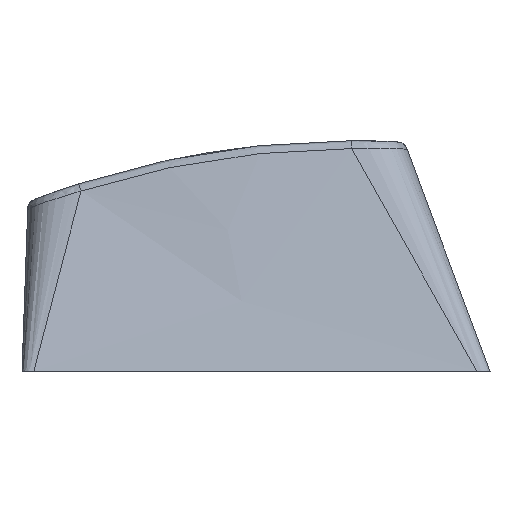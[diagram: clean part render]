
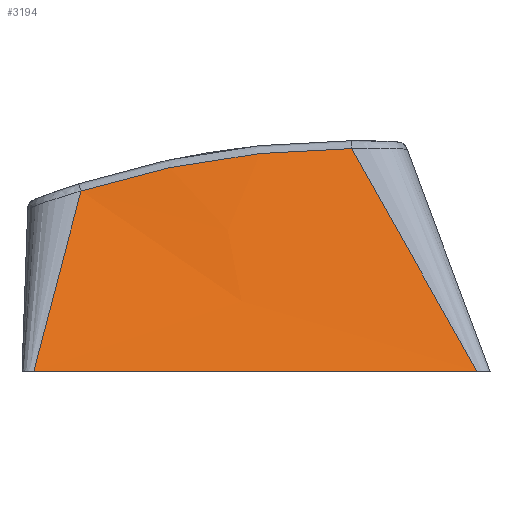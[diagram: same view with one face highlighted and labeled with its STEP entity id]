
A CAD part, left-side view. The second image highlights one B-rep face of the part: STEP entity #3194.
In plain terms, the highlighted free-form (B-spline) face has degree [3, 2] with [4, 3] control points.
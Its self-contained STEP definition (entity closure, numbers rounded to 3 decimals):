
#14=(
BOUNDED_SURFACE()
B_SPLINE_SURFACE(3,2,((#5153,#5154,#5155),(#5156,#5157,#5158),(#5159,#5160,
#5161),(#5162,#5163,#5164)),.UNSPECIFIED.,.F.,.F.,.F.)
B_SPLINE_SURFACE_WITH_KNOTS((4,4),(3,3),(0.,9.938),(-18.1,0.),
 .UNSPECIFIED.)
GEOMETRIC_REPRESENTATION_ITEM()
RATIONAL_B_SPLINE_SURFACE(((1.,0.977,1.),(1.,0.985,1.),(1.,
0.992,1.),(1.,1.,1.)))
REPRESENTATION_ITEM('')
SURFACE()
);
#128=B_SPLINE_CURVE_WITH_KNOTS('',3,(#5166,#5167,#5168,#5169,#5170,#5171,
#5172),.UNSPECIFIED.,.F.,.F.,(4,3,4),(0.019,0.24,8.103),
 .UNSPECIFIED.);
#129=B_SPLINE_CURVE_WITH_KNOTS('',3,(#5174,#5175,#5176,#5177),
 .UNSPECIFIED.,.F.,.F.,(4,4),(-0.442,10.007),
 .UNSPECIFIED.);
#130=B_SPLINE_CURVE_WITH_KNOTS('',3,(#5178,#5179,#5180,#5181,#5182,#5183,
#5184,#5185,#5186,#5187,#5188,#5189,#5190,#5191,#5192,#5193,#5194,#5195),
 .UNSPECIFIED.,.F.,.F.,(4,2,2,2,2,2,2,2,4),(-0.184,1.101,
2.353,3.654,4.955,6.396,7.848,
9.319,10.402),.UNSPECIFIED.);
#233=FACE_OUTER_BOUND('',#421,.T.);
#421=EDGE_LOOP('',(#2319,#2320,#2321,#2322));
#728=LINE('',#4762,#1067);
#1067=VECTOR('',#3820,10.);
#1402=VERTEX_POINT('',#4748);
#1403=VERTEX_POINT('',#4761);
#1431=VERTEX_POINT('',#5165);
#1432=VERTEX_POINT('',#5173);
#1740=EDGE_CURVE('',#1402,#1403,#728,.F.);
#1774=EDGE_CURVE('',#1431,#1403,#128,.F.);
#1775=EDGE_CURVE('',#1402,#1432,#129,.F.);
#1776=EDGE_CURVE('',#1432,#1431,#130,.F.);
#2319=ORIENTED_EDGE('',*,*,#1774,.T.);
#2320=ORIENTED_EDGE('',*,*,#1740,.F.);
#2321=ORIENTED_EDGE('',*,*,#1775,.T.);
#2322=ORIENTED_EDGE('',*,*,#1776,.T.);
#3194=ADVANCED_FACE('',(#233),#14,.T.);
#3820=DIRECTION('',(0.,-1.,0.));
#4748=CARTESIAN_POINT('',(-182.3,-36.979,0.));
#4761=CARTESIAN_POINT('',(-182.3,-19.837,0.));
#4762=CARTESIAN_POINT('',(-182.3,-19.837,0.));
#5153=CARTESIAN_POINT('Ctrl Pts',(-179.275,-19.612,6.551));
#5154=CARTESIAN_POINT('Ctrl Pts',(-179.275,-26.641,9.295));
#5155=CARTESIAN_POINT('Ctrl Pts',(-179.275,-34.174,8.861));
#5156=CARTESIAN_POINT('Ctrl Pts',(-180.284,-19.536,4.368));
#5157=CARTESIAN_POINT('Ctrl Pts',(-180.299,-27.248,6.148));
#5158=CARTESIAN_POINT('Ctrl Pts',(-180.284,-35.277,5.907));
#5159=CARTESIAN_POINT('Ctrl Pts',(-181.292,-19.46,2.184));
#5160=CARTESIAN_POINT('Ctrl Pts',(-181.308,-27.845,3.05));
#5161=CARTESIAN_POINT('Ctrl Pts',(-181.292,-36.38,2.954));
#5162=CARTESIAN_POINT('Ctrl Pts',(-182.3,-19.383,0.));
#5163=CARTESIAN_POINT('Ctrl Pts',(-182.3,-28.433,0.));
#5164=CARTESIAN_POINT('Ctrl Pts',(-182.3,-37.483,0.));
#5165=CARTESIAN_POINT('',(-179.399,-21.667,6.976));
#5166=CARTESIAN_POINT('Ctrl Pts',(-182.3,-19.837,0.));
#5167=CARTESIAN_POINT('Ctrl Pts',(-182.271,-19.854,0.064));
#5168=CARTESIAN_POINT('Ctrl Pts',(-182.243,-19.871,0.127));
#5169=CARTESIAN_POINT('Ctrl Pts',(-182.214,-19.888,0.191));
#5170=CARTESIAN_POINT('Ctrl Pts',(-181.194,-20.489,2.454));
#5171=CARTESIAN_POINT('Ctrl Pts',(-180.252,-21.082,4.715));
#5172=CARTESIAN_POINT('Ctrl Pts',(-179.399,-21.667,6.976));
#5173=CARTESIAN_POINT('',(-179.379,-32.129,8.612));
#5174=CARTESIAN_POINT('Ctrl Pts',(-179.379,-32.129,8.612));
#5175=CARTESIAN_POINT('Ctrl Pts',(-180.355,-33.75,5.737));
#5176=CARTESIAN_POINT('Ctrl Pts',(-181.323,-35.364,2.869));
#5177=CARTESIAN_POINT('Ctrl Pts',(-182.3,-36.979,0.));
#5178=CARTESIAN_POINT('Ctrl Pts',(-179.399,-21.667,6.976));
#5179=CARTESIAN_POINT('Ctrl Pts',(-179.397,-22.078,7.106));
#5180=CARTESIAN_POINT('Ctrl Pts',(-179.395,-22.49,7.229));
#5181=CARTESIAN_POINT('Ctrl Pts',(-179.391,-23.308,7.456));
#5182=CARTESIAN_POINT('Ctrl Pts',(-179.39,-23.714,7.561));
#5183=CARTESIAN_POINT('Ctrl Pts',(-179.387,-24.545,7.759));
#5184=CARTESIAN_POINT('Ctrl Pts',(-179.386,-24.971,7.853));
#5185=CARTESIAN_POINT('Ctrl Pts',(-179.383,-25.825,8.024));
#5186=CARTESIAN_POINT('Ctrl Pts',(-179.383,-26.254,8.101));
#5187=CARTESIAN_POINT('Ctrl Pts',(-179.381,-27.16,8.247));
#5188=CARTESIAN_POINT('Ctrl Pts',(-179.38,-27.638,8.314));
#5189=CARTESIAN_POINT('Ctrl Pts',(-179.379,-28.599,8.428));
#5190=CARTESIAN_POINT('Ctrl Pts',(-179.379,-29.083,8.475));
#5191=CARTESIAN_POINT('Ctrl Pts',(-179.378,-30.058,8.549));
#5192=CARTESIAN_POINT('Ctrl Pts',(-179.378,-30.55,8.576));
#5193=CARTESIAN_POINT('Ctrl Pts',(-179.379,-31.404,8.605));
#5194=CARTESIAN_POINT('Ctrl Pts',(-179.379,-31.767,8.611));
#5195=CARTESIAN_POINT('Ctrl Pts',(-179.379,-32.129,8.612));
